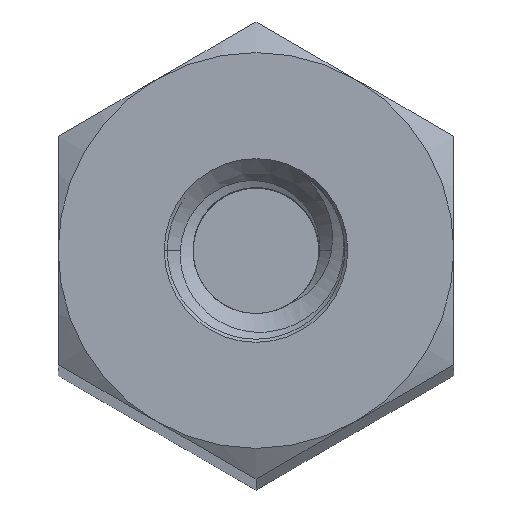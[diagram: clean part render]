
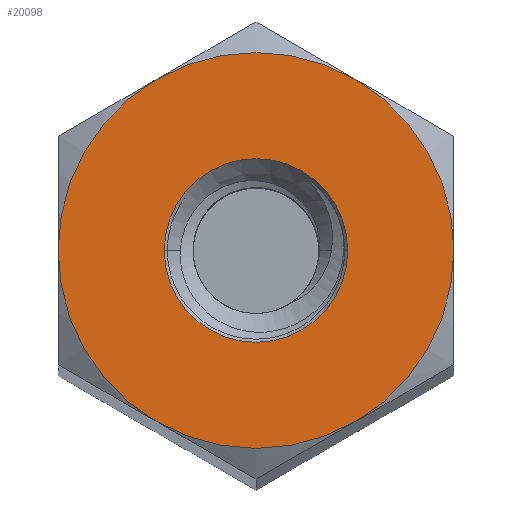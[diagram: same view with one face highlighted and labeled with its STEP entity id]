
A CAD part, top view. The second image highlights one B-rep face of the part: STEP entity #20098.
In plain terms, the highlighted planar face has unit normal (0, 0, 1).
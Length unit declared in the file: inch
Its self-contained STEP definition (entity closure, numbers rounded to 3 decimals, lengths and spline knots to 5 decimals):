
#2124 = EDGE_LOOP ( 'NONE', ( #2674, #2678, #2677, #2670, #2675, #2669 ) ) ;
#2131 = CIRCLE ( 'NONE', #21250, 0.125 ) ;
#2205 = FACE_BOUND ( 'NONE', #2478, .T. ) ;
#2370 = FACE_OUTER_BOUND ( 'NONE', #2124, .T. ) ;
#2421 = CIRCLE ( 'NONE', #21253, 0.125 ) ;
#2467 = CIRCLE ( 'NONE', #21252, 0.125 ) ;
#2472 = CIRCLE ( 'NONE', #21255, 0.058 ) ;
#2478 = EDGE_LOOP ( 'NONE', ( #2696, #2701 ) ) ;
#2513 = CIRCLE ( 'NONE', #21247, 0.125 ) ;
#2552 = CIRCLE ( 'NONE', #21245, 0.125 ) ;
#2583 = CIRCLE ( 'NONE', #21246, 0.125 ) ;
#2669 = ORIENTED_EDGE ( 'NONE', *, *, #21157, .F. ) ;
#2670 = ORIENTED_EDGE ( 'NONE', *, *, #21134, .F. ) ;
#2674 = ORIENTED_EDGE ( 'NONE', *, *, #21117, .F. ) ;
#2675 = ORIENTED_EDGE ( 'NONE', *, *, #21140, .F. ) ;
#2677 = ORIENTED_EDGE ( 'NONE', *, *, #21126, .F. ) ;
#2678 = ORIENTED_EDGE ( 'NONE', *, *, #21122, .F. ) ;
#2696 = ORIENTED_EDGE ( 'NONE', *, *, #21104, .T. ) ;
#2701 = ORIENTED_EDGE ( 'NONE', *, *, #21147, .T. ) ;
#2723 = CIRCLE ( 'NONE', #21239, 0.058 ) ;
#4931 = CARTESIAN_POINT ( 'NONE',  ( 0., 0., 2. ) ) ;
#4932 = DIRECTION ( 'NONE',  ( 0., 0., -1. ) ) ;
#4933 = DIRECTION ( 'NONE',  ( -1., 0., 0. ) ) ;
#5227 = CARTESIAN_POINT ( 'NONE',  ( 0., 0., 2. ) ) ;
#5228 = DIRECTION ( 'NONE',  ( 0., 0., -1. ) ) ;
#5229 = DIRECTION ( 'NONE',  ( -1., 0., 0. ) ) ;
#5246 = CARTESIAN_POINT ( 'NONE',  ( 0., 0., 2. ) ) ;
#5252 = DIRECTION ( 'NONE',  ( 0., 0., -1. ) ) ;
#5253 = DIRECTION ( 'NONE',  ( -1., 0., 0. ) ) ;
#5268 = CARTESIAN_POINT ( 'NONE',  ( 0., 0., 2. ) ) ;
#5270 = DIRECTION ( 'NONE',  ( 0., 0., -1. ) ) ;
#5271 = DIRECTION ( 'NONE',  ( -1., 0., 0. ) ) ;
#7748 = DIRECTION ( 'NONE',  ( 1., 0., 0. ) ) ;
#7749 = DIRECTION ( 'NONE',  ( 0., 0., 1. ) ) ;
#7754 = CARTESIAN_POINT ( 'NONE',  ( 0., 0.14434, 2. ) ) ;
#7755 = PLANE ( 'NONE',  #21234 ) ;
#13184 = VERTEX_POINT ( 'NONE', #13641 ) ;
#13186 = VERTEX_POINT ( 'NONE', #13626 ) ;
#13213 = VERTEX_POINT ( 'NONE', #13720 ) ;
#13256 = VERTEX_POINT ( 'NONE', #13693 ) ;
#13273 = VERTEX_POINT ( 'NONE', #13628 ) ;
#13285 = VERTEX_POINT ( 'NONE', #13609 ) ;
#13572 = CARTESIAN_POINT ( 'NONE',  ( 0.058, 0., 2. ) ) ;
#13573 = CARTESIAN_POINT ( 'NONE',  ( -0.058, 0., 2. ) ) ;
#13609 = CARTESIAN_POINT ( 'NONE',  ( 0.0625, 0.10825, 2. ) ) ;
#13626 = CARTESIAN_POINT ( 'NONE',  ( 0.0625, -0.10825, 2. ) ) ;
#13628 = CARTESIAN_POINT ( 'NONE',  ( -0.0625, -0.10825, 2. ) ) ;
#13634 = VERTEX_POINT ( 'NONE', #13573 ) ;
#13635 = VERTEX_POINT ( 'NONE', #13572 ) ;
#13641 = CARTESIAN_POINT ( 'NONE',  ( 0.125, 0., 2. ) ) ;
#13693 = CARTESIAN_POINT ( 'NONE',  ( -0.0625, 0.10825, 2. ) ) ;
#13720 = CARTESIAN_POINT ( 'NONE',  ( -0.125, 0., 2. ) ) ;
#13899 = CARTESIAN_POINT ( 'NONE',  ( 0., 0., 2. ) ) ;
#13901 = DIRECTION ( 'NONE',  ( 0., 0., -1. ) ) ;
#13902 = DIRECTION ( 'NONE',  ( -1., 0., 0. ) ) ;
#13924 = CARTESIAN_POINT ( 'NONE',  ( 0., 0., 2. ) ) ;
#13926 = DIRECTION ( 'NONE',  ( 0., 0., -1. ) ) ;
#13927 = DIRECTION ( 'NONE',  ( -1., 0., 0. ) ) ;
#13976 = CARTESIAN_POINT ( 'NONE',  ( 0., 0., 2. ) ) ;
#13977 = DIRECTION ( 'NONE',  ( 0., 0., -1. ) ) ;
#13978 = DIRECTION ( 'NONE',  ( -1., 0., 0. ) ) ;
#14023 = CARTESIAN_POINT ( 'NONE',  ( 0., 0., 2. ) ) ;
#14027 = DIRECTION ( 'NONE',  ( 0., 0., -1. ) ) ;
#14028 = DIRECTION ( 'NONE',  ( -1., 0., 0. ) ) ;
#20098 = ADVANCED_FACE ( 'NONE', ( #2370, #2205 ), #7755, .T. ) ;
#21104 = EDGE_CURVE ( 'NONE', #13634, #13635, #2723, .T. ) ;
#21117 = EDGE_CURVE ( 'NONE', #13184, #13186, #2583, .T. ) ;
#21122 = EDGE_CURVE ( 'NONE', #13285, #13184, #2552, .T. ) ;
#21126 = EDGE_CURVE ( 'NONE', #13256, #13285, #2513, .T. ) ;
#21134 = EDGE_CURVE ( 'NONE', #13213, #13256, #2131, .T. ) ;
#21140 = EDGE_CURVE ( 'NONE', #13273, #13213, #2467, .T. ) ;
#21147 = EDGE_CURVE ( 'NONE', #13635, #13634, #2472, .T. ) ;
#21157 = EDGE_CURVE ( 'NONE', #13186, #13273, #2421, .T. ) ;
#21234 = AXIS2_PLACEMENT_3D ( 'NONE', #7754, #7749, #7748 ) ;
#21239 = AXIS2_PLACEMENT_3D ( 'NONE', #4931, #4932, #4933 ) ;
#21245 = AXIS2_PLACEMENT_3D ( 'NONE', #5246, #5252, #5253 ) ;
#21246 = AXIS2_PLACEMENT_3D ( 'NONE', #5227, #5228, #5229 ) ;
#21247 = AXIS2_PLACEMENT_3D ( 'NONE', #5268, #5270, #5271 ) ;
#21250 = AXIS2_PLACEMENT_3D ( 'NONE', #13899, #13901, #13902 ) ;
#21252 = AXIS2_PLACEMENT_3D ( 'NONE', #13924, #13926, #13927 ) ;
#21253 = AXIS2_PLACEMENT_3D ( 'NONE', #14023, #14027, #14028 ) ;
#21255 = AXIS2_PLACEMENT_3D ( 'NONE', #13976, #13977, #13978 ) ;
